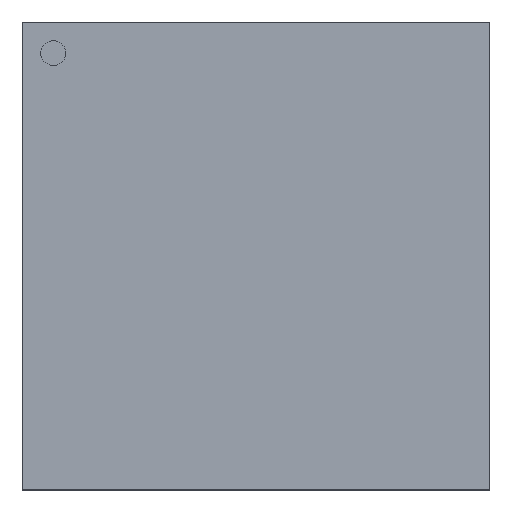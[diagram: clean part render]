
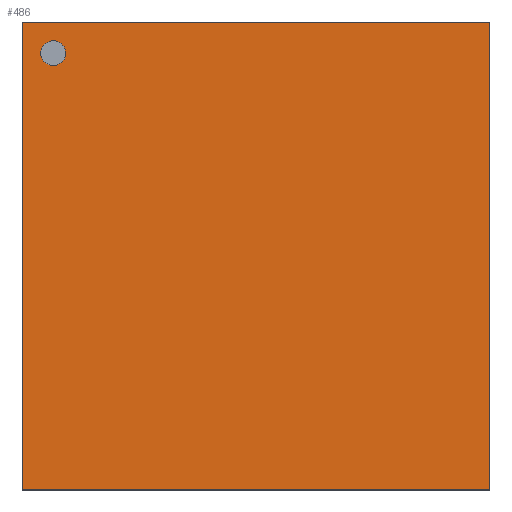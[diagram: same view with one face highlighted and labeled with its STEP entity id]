
A CAD part, top view. The second image highlights one B-rep face of the part: STEP entity #486.
In plain terms, the highlighted planar face has unit normal (0, 0, 1).
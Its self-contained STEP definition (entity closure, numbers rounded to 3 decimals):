
#264=CARTESIAN_POINT('',(-6.1,6.5,2.92));
#265=VERTEX_POINT('',#264);
#274=CARTESIAN_POINT('',(-6.9,6.5,2.92));
#275=VERTEX_POINT('',#274);
#276=CARTESIAN_POINT('',(-6.5,6.5,2.92));
#277=DIRECTION('',(0.0,0.0,-1.0));
#278=DIRECTION('',(1.0,0.0,0.0));
#279=AXIS2_PLACEMENT_3D('',#276,#277,#278);
#280=CIRCLE('',#279,0.4);
#281=EDGE_CURVE('',#275,#265,#280,.T.);
#315=CARTESIAN_POINT('',(-6.5,6.5,2.92));
#316=DIRECTION('',(0.0,0.0,-1.0));
#317=DIRECTION('',(1.0,0.0,0.0));
#318=AXIS2_PLACEMENT_3D('',#315,#316,#317);
#319=CIRCLE('',#318,0.4);
#320=EDGE_CURVE('',#265,#275,#319,.T.);
#340=CARTESIAN_POINT('',(7.5,-7.5,2.92));
#341=VERTEX_POINT('',#340);
#342=CARTESIAN_POINT('',(-7.5,-7.5,2.92));
#343=VERTEX_POINT('',#342);
#344=CARTESIAN_POINT('',(7.5,-7.5,2.92));
#345=DIRECTION('',(-1.0,0.0,0.0));
#346=VECTOR('',#345,15.0);
#347=LINE('',#344,#346);
#348=EDGE_CURVE('',#341,#343,#347,.T.);
#380=CARTESIAN_POINT('',(-7.5,7.5,2.92));
#381=VERTEX_POINT('',#380);
#382=CARTESIAN_POINT('',(-7.5,-7.5,2.92));
#383=DIRECTION('',(0.0,1.0,0.0));
#384=VECTOR('',#383,15.);
#385=LINE('',#382,#384);
#386=EDGE_CURVE('',#343,#381,#385,.T.);
#411=CARTESIAN_POINT('',(7.5,7.5,2.92));
#412=VERTEX_POINT('',#411);
#413=CARTESIAN_POINT('',(-7.5,7.5,2.92));
#414=DIRECTION('',(1.0,0.0,0.0));
#415=VECTOR('',#414,15.0);
#416=LINE('',#413,#415);
#417=EDGE_CURVE('',#381,#412,#416,.T.);
#442=CARTESIAN_POINT('',(7.5,7.5,2.92));
#443=DIRECTION('',(0.0,-1.0,0.0));
#444=VECTOR('',#443,15.);
#445=LINE('',#442,#444);
#446=EDGE_CURVE('',#412,#341,#445,.T.);
#471=CARTESIAN_POINT('',(0.0,0.0,2.92));
#472=DIRECTION('',(0.0,0.0,1.0));
#473=DIRECTION('',(1.0,0.0,0.0));
#474=AXIS2_PLACEMENT_3D('',#471,#472,#473);
#475=PLANE('',#474);
#476=ORIENTED_EDGE('',*,*,#348,.F.);
#477=ORIENTED_EDGE('',*,*,#446,.F.);
#478=ORIENTED_EDGE('',*,*,#417,.F.);
#479=ORIENTED_EDGE('',*,*,#386,.F.);
#480=EDGE_LOOP('',(#476,#477,#478,#479));
#481=FACE_OUTER_BOUND('',#480,.T.);
#482=ORIENTED_EDGE('',*,*,#320,.T.);
#483=ORIENTED_EDGE('',*,*,#281,.T.);
#484=EDGE_LOOP('',(#482,#483));
#485=FACE_BOUND('',#484,.T.);
#486=ADVANCED_FACE('',(#481,#485),#475,.T.);
